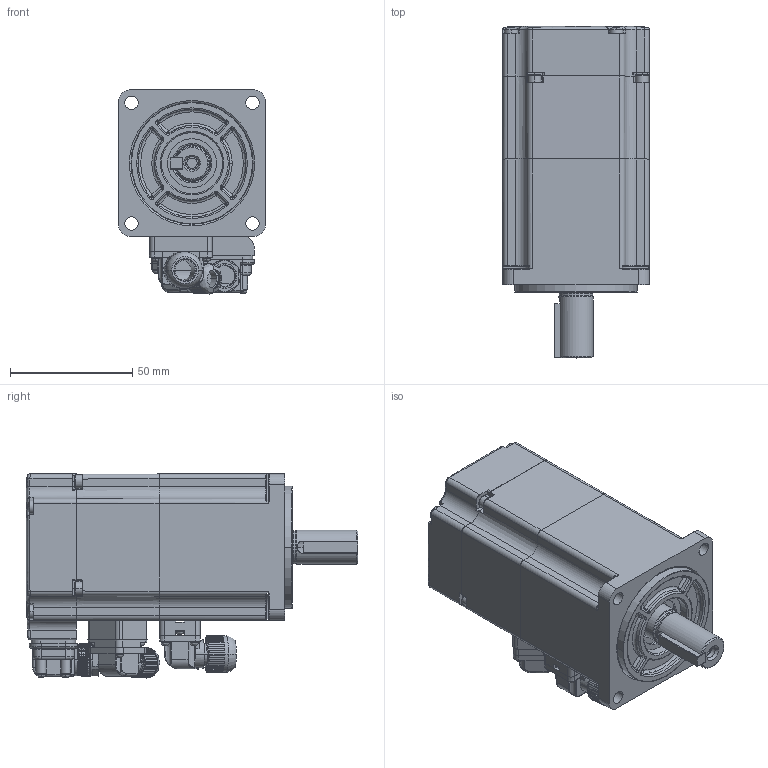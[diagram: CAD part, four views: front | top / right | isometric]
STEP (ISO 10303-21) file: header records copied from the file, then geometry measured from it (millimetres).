
FILE_DESCRIPTION (( 'STEP AP203' ), '1' );
FILE_NAME ('4611170002593-湍价陬.STEP', '2023-05-23T09:07:08', ( '' ), ( '' ), 'SwSTEP 2.0', 'SolidWorks 2015', '' );
FILE_SCHEMA (( 'CONFIG_CONTROL_DESIGN' ));
Length unit declared in the file: millimetre
Products named in the file (1): 4611170002593-湍价陬
Bounding box: 60 x 136 x 83.6 mm (x, y, z)
Surface area: 48040.7 mm2 (no closed solid volume)
Topology: 0 solids, 61 shells, 1561 faces, 9414 edges, 7606 vertices
Faces by surface type: plane 619, cylinder 469, bspline 218, cone 169, torus 78, sphere 8
Entity records: 113435 total; most frequent: CARTESIAN_POINT 54663, ORIENTED_EDGE 12680, EDGE_CURVE 9384, DIRECTION 8054, VERTEX_POINT 7606, B_SPLINE_CURVE_WITH_KNOTS 5221, AXIS2_PLACEMENT_3D 2728, LINE 2598
